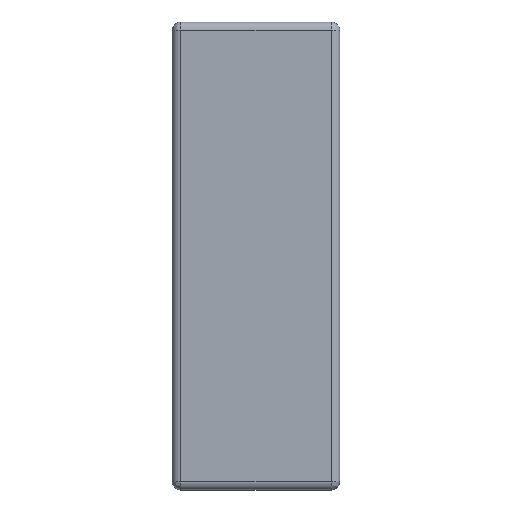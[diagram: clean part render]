
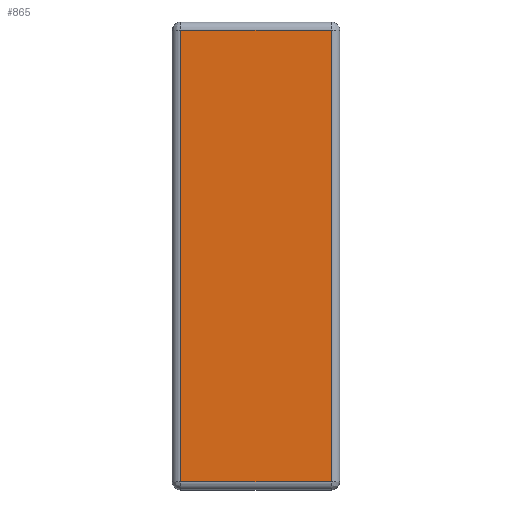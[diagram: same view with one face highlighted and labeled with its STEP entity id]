
A CAD part, top view. The second image highlights one B-rep face of the part: STEP entity #865.
In plain terms, the highlighted planar face has unit normal (0, 0, 1).
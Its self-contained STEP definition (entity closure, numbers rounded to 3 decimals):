
#37 = DIRECTION ( 'NONE',  ( 0., -1., 0. ) ) ;
#61 = CARTESIAN_POINT ( 'NONE',  ( -18., 53.86, 4. ) ) ;
#219 = LINE ( 'NONE', #641, #533 ) ;
#222 = DIRECTION ( 'NONE',  ( 0., 1., 0. ) ) ;
#274 = EDGE_LOOP ( 'NONE', ( #528, #452, #349, #330 ) ) ;
#277 = CARTESIAN_POINT ( 'NONE',  ( -18., -53.86, 4. ) ) ;
#293 = CARTESIAN_POINT ( 'NONE',  ( 0., 0., 4. ) ) ;
#310 = VERTEX_POINT ( 'NONE', #61 ) ;
#330 = ORIENTED_EDGE ( 'NONE', *, *, #844, .F. ) ;
#336 = FACE_OUTER_BOUND ( 'NONE', #274, .T. ) ;
#344 = CARTESIAN_POINT ( 'NONE',  ( -18., 57.86, 4. ) ) ;
#345 = CARTESIAN_POINT ( 'NONE',  ( 18., -53.86, 4. ) ) ;
#349 = ORIENTED_EDGE ( 'NONE', *, *, #502, .F. ) ;
#363 = VECTOR ( 'NONE', #493, 1000. ) ;
#395 = AXIS2_PLACEMENT_3D ( 'NONE', #293, #787, #424 ) ;
#424 = DIRECTION ( 'NONE',  ( 1., 0., 0. ) ) ;
#452 = ORIENTED_EDGE ( 'NONE', *, *, #765, .F. ) ;
#493 = DIRECTION ( 'NONE',  ( 1., 0., 0. ) ) ;
#502 = EDGE_CURVE ( 'NONE', #781, #659, #219, .T. ) ;
#528 = ORIENTED_EDGE ( 'NONE', *, *, #867, .F. ) ;
#533 = VECTOR ( 'NONE', #652, 1000. ) ;
#545 = VECTOR ( 'NONE', #37, 1000. ) ;
#568 = LINE ( 'NONE', #344, #852 ) ;
#595 = LINE ( 'NONE', #875, #363 ) ;
#634 = LINE ( 'NONE', #857, #545 ) ;
#641 = CARTESIAN_POINT ( 'NONE',  ( 22., -53.86, 4. ) ) ;
#652 = DIRECTION ( 'NONE',  ( -1., 0., 0. ) ) ;
#659 = VERTEX_POINT ( 'NONE', #277 ) ;
#670 = VERTEX_POINT ( 'NONE', #851 ) ;
#765 = EDGE_CURVE ( 'NONE', #659, #310, #568, .T. ) ;
#781 = VERTEX_POINT ( 'NONE', #345 ) ;
#787 = DIRECTION ( 'NONE',  ( 0., 0., 1. ) ) ;
#844 = EDGE_CURVE ( 'NONE', #670, #781, #634, .T. ) ;
#851 = CARTESIAN_POINT ( 'NONE',  ( 18., 53.86, 4. ) ) ;
#852 = VECTOR ( 'NONE', #222, 1000. ) ;
#857 = CARTESIAN_POINT ( 'NONE',  ( 18., -57.86, 4. ) ) ;
#863 = PLANE ( 'NONE',  #395 ) ;
#865 = ADVANCED_FACE ( 'NONE', ( #336 ), #863, .T. ) ;
#867 = EDGE_CURVE ( 'NONE', #310, #670, #595, .T. ) ;
#875 = CARTESIAN_POINT ( 'NONE',  ( -22., 53.86, 4. ) ) ;
